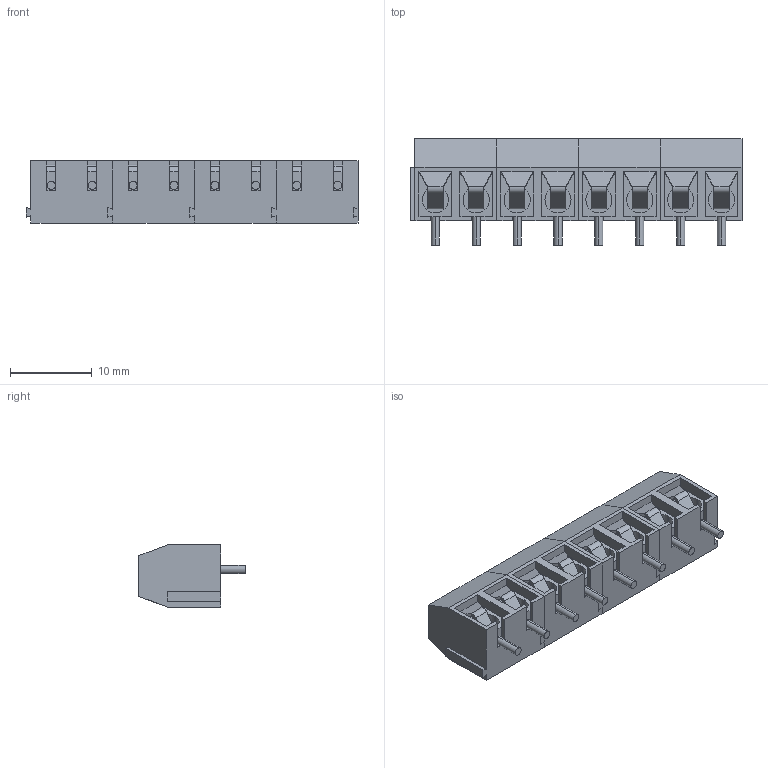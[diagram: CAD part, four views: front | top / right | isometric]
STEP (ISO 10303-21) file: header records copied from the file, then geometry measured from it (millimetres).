
FILE_DESCRIPTION (( 'STEP AP214' ), '1' );
FILE_NAME ('Terminal Block 8P 5.08mm pitch short.STEP', '2019-02-22T17:25:10', ( '' ), ( '' ), 'SwSTEP 2.0', 'SolidWorks 2018', '' );
FILE_SCHEMA (( 'AUTOMOTIVE_DESIGN' ));
Length unit declared in the file: millimetre
Products named in the file (2): User Library-Terminal-Screw-3A-2way; Terminal Block 8P 5.08mm pitch short
Assembly tree (4 placements, depth 2):
  Terminal Block 8P 5.08mm pitch short
    User Library-Terminal-Screw-3A-2way  x4
Bounding box: 40.6 x 13 x 7.6 mm (x, y, z)
Volume: 2262.5 mm3; surface area: 3405.8 mm2
Topology: 4 solids, 4 shells, 484 faces, 1296 edges, 848 vertices
Faces by surface type: plane 380, cylinder 104
Entity records: 4547 total; most frequent: CARTESIAN_POINT 676, ORIENTED_EDGE 648, DIRECTION 636, EDGE_CURVE 324, LINE 260, VECTOR 260, VERTEX_POINT 212, AXIS2_PLACEMENT_3D 188
